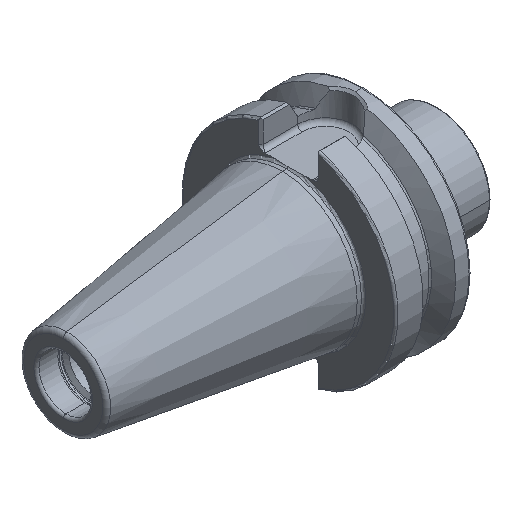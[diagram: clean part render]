
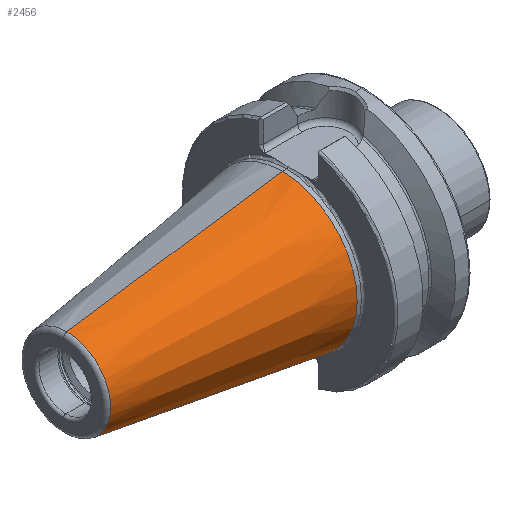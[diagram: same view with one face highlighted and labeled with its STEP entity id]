
A CAD part, isometric view. The second image highlights one B-rep face of the part: STEP entity #2456.
In plain terms, the highlighted conical face has half-angle 8.297 degrees and reference radius 34.925 mm.
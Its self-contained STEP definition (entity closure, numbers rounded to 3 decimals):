
#57 = AXIS2_PLACEMENT_3D ( 'NONE', #150, #442, #456 ) ;
#150 = CARTESIAN_POINT ( 'NONE',  ( -100.089, 0., 0. ) ) ;
#221 = DIRECTION ( 'NONE',  ( 1., 0., 0. ) ) ;
#329 = EDGE_CURVE ( 'NONE', #1630, #1696, #2568, .T. ) ;
#411 = ORIENTED_EDGE ( 'NONE', *, *, #2359, .F. ) ;
#414 = DIRECTION ( 'NONE',  ( -1., 0., 0. ) ) ;
#442 = DIRECTION ( 'NONE',  ( -1., 0., 0. ) ) ;
#452 = VECTOR ( 'NONE', #2386, 1000. ) ;
#456 = DIRECTION ( 'NONE',  ( 0., 0., 1. ) ) ;
#525 = CARTESIAN_POINT ( 'NONE',  ( -100.089, 0., -20.329 ) ) ;
#528 = ORIENTED_EDGE ( 'NONE', *, *, #329, .F. ) ;
#543 = FACE_OUTER_BOUND ( 'NONE', #4443, .T. ) ;
#583 = CARTESIAN_POINT ( 'NONE',  ( 0., 0., -34.925 ) ) ;
#771 = CARTESIAN_POINT ( 'NONE',  ( 0., 0., 34.925 ) ) ;
#802 = DIRECTION ( 'NONE',  ( 0.99, 0., 0.144 ) ) ;
#974 = LINE ( 'NONE', #771, #1565 ) ;
#1127 = CARTESIAN_POINT ( 'NONE',  ( 0., 0., 34.925 ) ) ;
#1221 = CARTESIAN_POINT ( 'NONE',  ( -100.089, 0., 20.329 ) ) ;
#1250 = DIRECTION ( 'NONE',  ( 0., 0., -1. ) ) ;
#1318 = CIRCLE ( 'NONE', #3518, 34.925 ) ;
#1371 = LINE ( 'NONE', #583, #452 ) ;
#1457 = CARTESIAN_POINT ( 'NONE',  ( 0., 0., -34.925 ) ) ;
#1565 = VECTOR ( 'NONE', #802, 1000. ) ;
#1630 = VERTEX_POINT ( 'NONE', #525 ) ;
#1696 = VERTEX_POINT ( 'NONE', #1221 ) ;
#2359 = EDGE_CURVE ( 'NONE', #1696, #3982, #974, .T. ) ;
#2386 = DIRECTION ( 'NONE',  ( 0.99, 0., -0.144 ) ) ;
#2456 = ADVANCED_FACE ( 'NONE', ( #543 ), #3930, .T. ) ;
#2555 = CARTESIAN_POINT ( 'NONE',  ( 0., 0., 0. ) ) ;
#2568 = CIRCLE ( 'NONE', #57, 20.329 ) ;
#2903 = DIRECTION ( 'NONE',  ( 0., 0., 1. ) ) ;
#3246 = ORIENTED_EDGE ( 'NONE', *, *, #3632, .T. ) ;
#3518 = AXIS2_PLACEMENT_3D ( 'NONE', #2555, #414, #2903 ) ;
#3632 = EDGE_CURVE ( 'NONE', #3715, #3982, #1318, .T. ) ;
#3715 = VERTEX_POINT ( 'NONE', #1457 ) ;
#3930 = CONICAL_SURFACE ( 'NONE', #4426, 34.925, 0.145 ) ;
#3982 = VERTEX_POINT ( 'NONE', #1127 ) ;
#4054 = CARTESIAN_POINT ( 'NONE',  ( 0., 0., 0. ) ) ;
#4126 = ORIENTED_EDGE ( 'NONE', *, *, #4329, .T. ) ;
#4329 = EDGE_CURVE ( 'NONE', #1630, #3715, #1371, .T. ) ;
#4426 = AXIS2_PLACEMENT_3D ( 'NONE', #4054, #221, #1250 ) ;
#4443 = EDGE_LOOP ( 'NONE', ( #411, #528, #4126, #3246 ) ) ;
